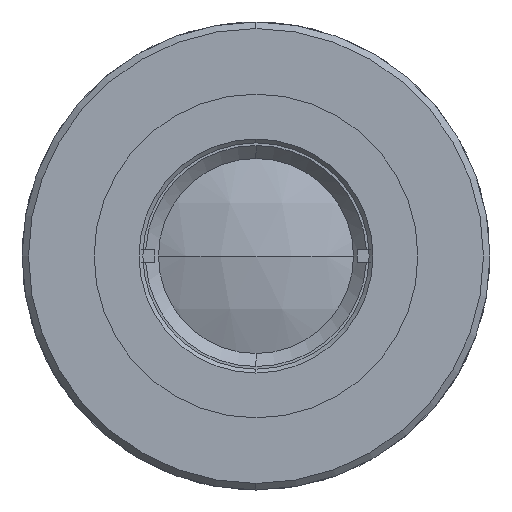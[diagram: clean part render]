
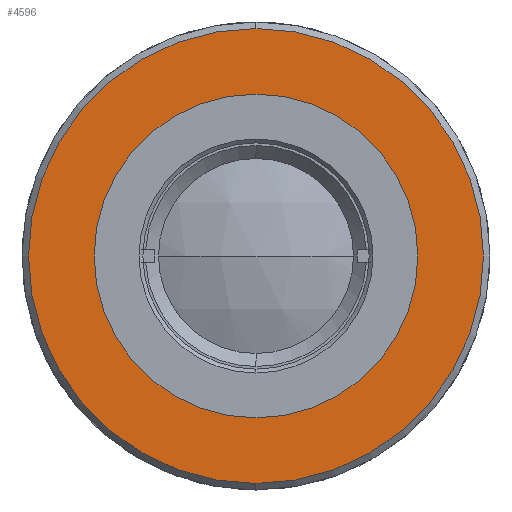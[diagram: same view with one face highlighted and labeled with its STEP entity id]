
A CAD part, left-side view. The second image highlights one B-rep face of the part: STEP entity #4596.
In plain terms, the highlighted planar face has unit normal (-1, 0, 0).
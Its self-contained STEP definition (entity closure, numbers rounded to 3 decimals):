
#264 = VERTEX_POINT ( 'NONE', #583 ) ;
#292 = VERTEX_POINT ( 'NONE', #994 ) ;
#437 = EDGE_CURVE ( 'NONE', #2434, #264, #4211, .T. ) ;
#443 = EDGE_CURVE ( 'NONE', #264, #2434, #1191, .T. ) ;
#521 = AXIS2_PLACEMENT_3D ( 'NONE', #1631, #3655, #1709 ) ;
#583 = CARTESIAN_POINT ( 'NONE',  ( -5.003, 0., 17.5 ) ) ;
#926 = DIRECTION ( 'NONE',  ( -1., 0., 0. ) ) ;
#994 = CARTESIAN_POINT ( 'NONE',  ( -5.003, 0., -12.45 ) ) ;
#1095 = CIRCLE ( 'NONE', #521, 12.45 ) ;
#1182 = DIRECTION ( 'NONE',  ( 1., 0., 0. ) ) ;
#1191 = CIRCLE ( 'NONE', #4696, 17.5 ) ;
#1487 = ORIENTED_EDGE ( 'NONE', *, *, #437, .T. ) ;
#1570 = CARTESIAN_POINT ( 'NONE',  ( -5.003, 0., 0. ) ) ;
#1573 = EDGE_LOOP ( 'NONE', ( #1487, #3474 ) ) ;
#1616 = DIRECTION ( 'NONE',  ( 0., 0., -1. ) ) ;
#1631 = CARTESIAN_POINT ( 'NONE',  ( -5.003, 0., 0. ) ) ;
#1639 = CARTESIAN_POINT ( 'NONE',  ( -5.003, 0., 0. ) ) ;
#1647 = VERTEX_POINT ( 'NONE', #4668 ) ;
#1688 = FACE_OUTER_BOUND ( 'NONE', #1573, .T. ) ;
#1709 = DIRECTION ( 'NONE',  ( 0., 0., 1. ) ) ;
#1988 = DIRECTION ( 'NONE',  ( 0., 0., -1. ) ) ;
#2040 = FACE_BOUND ( 'NONE', #2592, .T. ) ;
#2072 = CIRCLE ( 'NONE', #2389, 12.45 ) ;
#2177 = ORIENTED_EDGE ( 'NONE', *, *, #2631, .F. ) ;
#2389 = AXIS2_PLACEMENT_3D ( 'NONE', #2739, #926, #2842 ) ;
#2434 = VERTEX_POINT ( 'NONE', #3007 ) ;
#2456 = PLANE ( 'NONE',  #4846 ) ;
#2592 = EDGE_LOOP ( 'NONE', ( #4348, #2177 ) ) ;
#2631 = EDGE_CURVE ( 'NONE', #292, #1647, #2072, .T. ) ;
#2739 = CARTESIAN_POINT ( 'NONE',  ( -5.003, 0., 0. ) ) ;
#2842 = DIRECTION ( 'NONE',  ( 0., 0., 1. ) ) ;
#2872 = DIRECTION ( 'NONE',  ( 0., 0., -1. ) ) ;
#3007 = CARTESIAN_POINT ( 'NONE',  ( -5.003, 0., -17.5 ) ) ;
#3146 = AXIS2_PLACEMENT_3D ( 'NONE', #1639, #4323, #1988 ) ;
#3200 = DIRECTION ( 'NONE',  ( -1., 0., 0. ) ) ;
#3256 = CARTESIAN_POINT ( 'NONE',  ( -5.003, 18., 0. ) ) ;
#3474 = ORIENTED_EDGE ( 'NONE', *, *, #443, .T. ) ;
#3655 = DIRECTION ( 'NONE',  ( -1., 0., 0. ) ) ;
#4211 = CIRCLE ( 'NONE', #3146, 17.5 ) ;
#4323 = DIRECTION ( 'NONE',  ( -1., 0., 0. ) ) ;
#4348 = ORIENTED_EDGE ( 'NONE', *, *, #4740, .F. ) ;
#4596 = ADVANCED_FACE ( 'NONE', ( #1688, #2040 ), #2456, .F. ) ;
#4668 = CARTESIAN_POINT ( 'NONE',  ( -5.003, 0., 12.45 ) ) ;
#4696 = AXIS2_PLACEMENT_3D ( 'NONE', #1570, #3200, #1616 ) ;
#4740 = EDGE_CURVE ( 'NONE', #1647, #292, #1095, .T. ) ;
#4846 = AXIS2_PLACEMENT_3D ( 'NONE', #3256, #1182, #2872 ) ;
